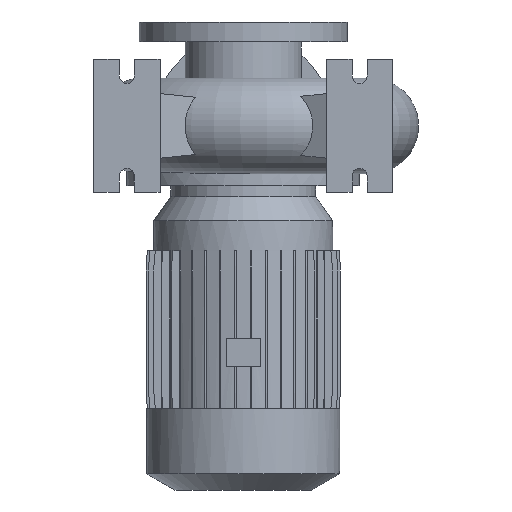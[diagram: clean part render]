
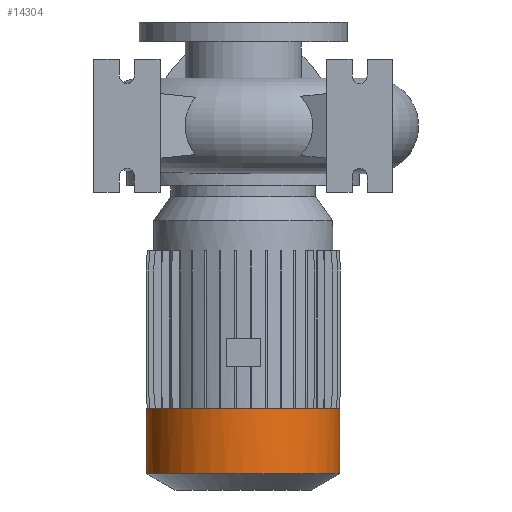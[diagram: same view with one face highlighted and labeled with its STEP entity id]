
A CAD part, front view. The second image highlights one B-rep face of the part: STEP entity #14304.
In plain terms, the highlighted cylindrical face has radius 116 mm (diameter 232 mm), a partial arc.
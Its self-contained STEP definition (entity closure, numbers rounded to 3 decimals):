
#398 = VERTEX_POINT ( 'NONE', #4127 ) ;
#659 = CARTESIAN_POINT ( 'NONE',  ( 116., 0., 125. ) ) ;
#2199 = VERTEX_POINT ( 'NONE', #2540 ) ;
#2235 = CARTESIAN_POINT ( 'NONE',  ( 0., 0., -340. ) ) ;
#2540 = CARTESIAN_POINT ( 'NONE',  ( -116., 0., -418.4 ) ) ;
#3432 = EDGE_CURVE ( 'NONE', #3963, #11621, #10009, .T. ) ;
#3491 = DIRECTION ( 'NONE',  ( 1., 0., 0. ) ) ;
#3630 = AXIS2_PLACEMENT_3D ( 'NONE', #2235, #10084, #6605 ) ;
#3764 = ORIENTED_EDGE ( 'NONE', *, *, #10478, .T. ) ;
#3963 = VERTEX_POINT ( 'NONE', #8445 ) ;
#4127 = CARTESIAN_POINT ( 'NONE',  ( 116., 0., -418.4 ) ) ;
#4240 = EDGE_CURVE ( 'NONE', #2199, #3963, #10296, .T. ) ;
#4412 = ORIENTED_EDGE ( 'NONE', *, *, #12623, .T. ) ;
#4418 = CARTESIAN_POINT ( 'NONE',  ( 116., 0., -340. ) ) ;
#4501 = ORIENTED_EDGE ( 'NONE', *, *, #3432, .F. ) ;
#4673 = CARTESIAN_POINT ( 'NONE',  ( -116., 0., 125. ) ) ;
#5177 = DIRECTION ( 'NONE',  ( 0., 0., 1. ) ) ;
#5246 = CIRCLE ( 'NONE', #7358, 116. ) ;
#5457 = CARTESIAN_POINT ( 'NONE',  ( 0., 0., 125. ) ) ;
#6473 = VECTOR ( 'NONE', #5177, 1000. ) ;
#6605 = DIRECTION ( 'NONE',  ( 1., 0., 0. ) ) ;
#7358 = AXIS2_PLACEMENT_3D ( 'NONE', #12394, #10081, #3491 ) ;
#7928 = DIRECTION ( 'NONE',  ( 0., 0., 1. ) ) ;
#7929 = AXIS2_PLACEMENT_3D ( 'NONE', #5457, #7971, #12495 ) ;
#7971 = DIRECTION ( 'NONE',  ( 0., 0., 1. ) ) ;
#7995 = VECTOR ( 'NONE', #7928, 1000. ) ;
#8411 = EDGE_LOOP ( 'NONE', ( #9610, #3764, #4412, #4501 ) ) ;
#8445 = CARTESIAN_POINT ( 'NONE',  ( -116., 0., -340. ) ) ;
#9610 = ORIENTED_EDGE ( 'NONE', *, *, #4240, .F. ) ;
#10009 = CIRCLE ( 'NONE', #3630, 116. ) ;
#10081 = DIRECTION ( 'NONE',  ( 0., 0., 1. ) ) ;
#10084 = DIRECTION ( 'NONE',  ( 0., 0., 1. ) ) ;
#10114 = FACE_OUTER_BOUND ( 'NONE', #8411, .T. ) ;
#10296 = LINE ( 'NONE', #4673, #7995 ) ;
#10478 = EDGE_CURVE ( 'NONE', #2199, #398, #5246, .T. ) ;
#10806 = LINE ( 'NONE', #659, #6473 ) ;
#11621 = VERTEX_POINT ( 'NONE', #4418 ) ;
#12394 = CARTESIAN_POINT ( 'NONE',  ( 0., 0., -418.4 ) ) ;
#12495 = DIRECTION ( 'NONE',  ( 1., 0., 0. ) ) ;
#12623 = EDGE_CURVE ( 'NONE', #398, #11621, #10806, .T. ) ;
#14304 = ADVANCED_FACE ( 'NONE', ( #10114 ), #14639, .T. ) ;
#14639 = CYLINDRICAL_SURFACE ( 'NONE', #7929, 116. ) ;
